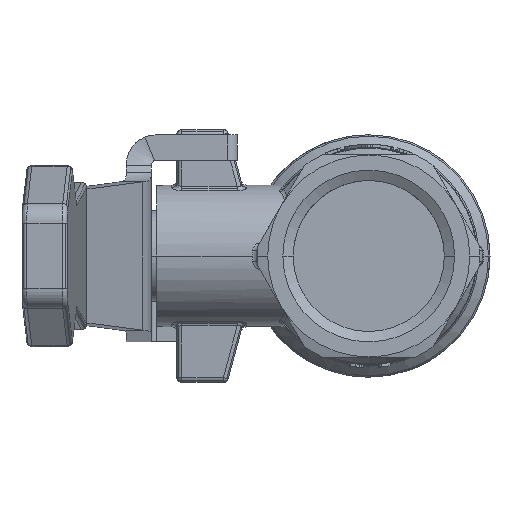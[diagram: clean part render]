
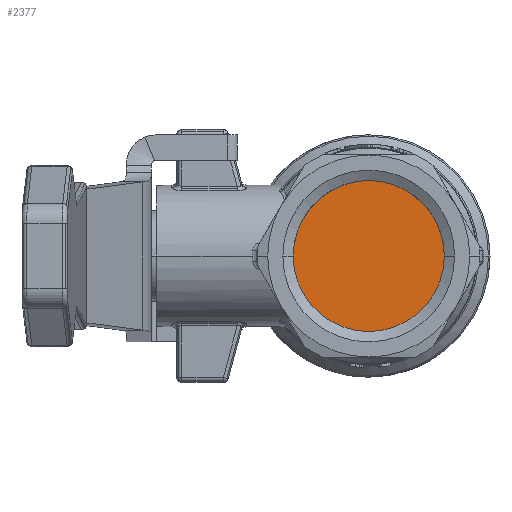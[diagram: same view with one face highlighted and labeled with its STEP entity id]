
A CAD part, left-side view. The second image highlights one B-rep face of the part: STEP entity #2377.
In plain terms, the highlighted planar face has unit normal (-1, 0, 0).
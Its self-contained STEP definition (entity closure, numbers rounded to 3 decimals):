
#2377=ADVANCED_FACE('',(#5352),#5353,.F.);
#5352=FACE_OUTER_BOUND('',#10443,.T.);
#5353=PLANE('',#10444);
#10443=EDGE_LOOP('',(#19417,#19418,#19419));
#10444=AXIS2_PLACEMENT_3D('',#19420,#19421,#19422);
#19417=ORIENTED_EDGE('',*,*,#26375,.T.);
#19418=ORIENTED_EDGE('',*,*,#24346,.T.);
#19419=ORIENTED_EDGE('',*,*,#26376,.T.);
#19420=CARTESIAN_POINT('',(-4.212,7.166,1.17));
#19421=DIRECTION('',(1.0,0.0,0.0));
#19422=DIRECTION('',(0.0,1.0,-0.0));
#24346=EDGE_CURVE('',#28647,#28651,#28653,.T.);
#26375=EDGE_CURVE('',#31615,#28647,#31616,.T.);
#26376=EDGE_CURVE('',#28651,#31615,#31617,.T.);
#28647=VERTEX_POINT('',#34901);
#28651=VERTEX_POINT('',#34906);
#28653=CIRCLE('',#34909,7.475);
#31615=VERTEX_POINT('',#42565);
#31616=CIRCLE('',#42566,7.475);
#31617=CIRCLE('',#42567,7.475);
#34901=CARTESIAN_POINT('',(-4.212,8.653,1.17));
#34906=CARTESIAN_POINT('',(-4.212,-6.297,1.17));
#34909=AXIS2_PLACEMENT_3D('',#48451,#48452,#48453);
#42565=CARTESIAN_POINT('',(-4.212,-6.229,2.175));
#42566=AXIS2_PLACEMENT_3D('',#50372,#50373,#50374);
#42567=AXIS2_PLACEMENT_3D('',#50375,#50376,#50377);
#48451=CARTESIAN_POINT('',(-4.212,1.178,1.17));
#48452=DIRECTION('',(-1.0,0.0,0.0));
#48453=DIRECTION('',(0.0,1.0,0.0));
#50372=CARTESIAN_POINT('',(-4.212,1.178,1.17));
#50373=DIRECTION('',(-1.0,0.0,0.0));
#50374=DIRECTION('',(0.0,1.0,0.0));
#50375=CARTESIAN_POINT('',(-4.212,1.178,1.17));
#50376=DIRECTION('',(-1.0,0.0,0.0));
#50377=DIRECTION('',(0.0,1.0,0.0));
